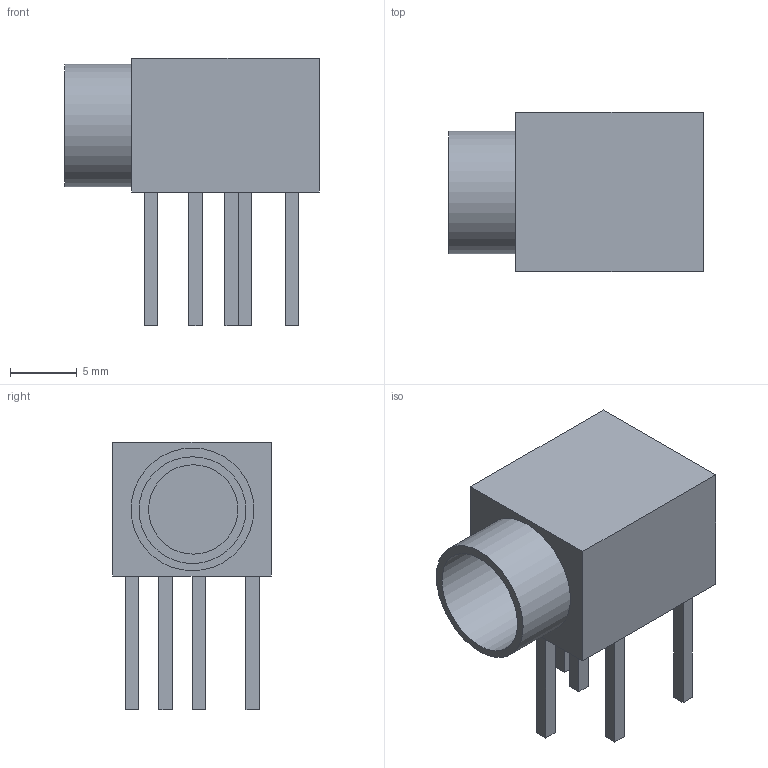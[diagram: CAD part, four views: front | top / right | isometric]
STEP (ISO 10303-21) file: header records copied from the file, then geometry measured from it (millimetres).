
FILE_DESCRIPTION(('FreeCAD Model'),'2;1');
FILE_NAME('zvok z nogo.stp','2020-04-08T23:32:36',('FreeCAD'),( 'FreeCAD'),'Open CASCADE STEP processor 7.3','FreeCAD','Unknown');
FILE_SCHEMA(('AUTOMOTIVE_DESIGN { 1 0 10303 214 1 1 1 1 }'));
Length unit declared in the file: millimetre
Products named in the file (14): Open CASCADE STEP translator 7.3 2; Open CASCADE STEP translator 7.3 2.1; Open CASCADE STEP translator 7.3 2.1.1; Open CASCADE STEP translator 7.3 2.1.2; Open CASCADE STEP translator 7.3 2.2; Open CASCADE STEP translator 7.3 2.2.1; Open CASCADE STEP translator 7.3 2.2.2; Open CASCADE STEP translator 7.3 2.3; Open CASCADE STEP translator 7.3 2.3.1; Open CASCADE STEP translator 7.3 2.3.2; Open CASCADE STEP translator 7.3 2.4; Open CASCADE STEP translator 7.3 2.4.1; Open CASCADE STEP translator 7.3 2.4.2; Open CASCADE STEP translator 7.3 2.5
Assembly tree (13 placements, depth 3):
  Open CASCADE STEP translator 7.3 2
    Open CASCADE STEP translator 7.3 2.1
      Open CASCADE STEP translator 7.3 2.1.1
      Open CASCADE STEP translator 7.3 2.1.2
    Open CASCADE STEP translator 7.3 2.2
      Open CASCADE STEP translator 7.3 2.2.1
      Open CASCADE STEP translator 7.3 2.2.2
    Open CASCADE STEP translator 7.3 2.3
      Open CASCADE STEP translator 7.3 2.3.1
      Open CASCADE STEP translator 7.3 2.3.2
    Open CASCADE STEP translator 7.3 2.4
      Open CASCADE STEP translator 7.3 2.4.1
      Open CASCADE STEP translator 7.3 2.4.2
    Open CASCADE STEP translator 7.3 2.5
Bounding box: 19.02 x 11.86 x 20 mm (x, y, z)
Volume: 1453.1 mm3; surface area: 1712.9 mm2
Topology: 9 solids, 9 shells, 65 faces, 129 edges, 86 vertices
Faces by surface type: plane 62, cylinder 3
Full cylindrical faces by diameter (mm): 6.669 x1, 7.973 x1, 9.161 x1
Entity records: 3554 total; most frequent: CARTESIAN_POINT 552, DIRECTION 551, LINE 375, VECTOR 375, ORIENTED_EDGE 258, PCURVE 258, DEFINITIONAL_REPRESENTATION 258, EDGE_CURVE 129
